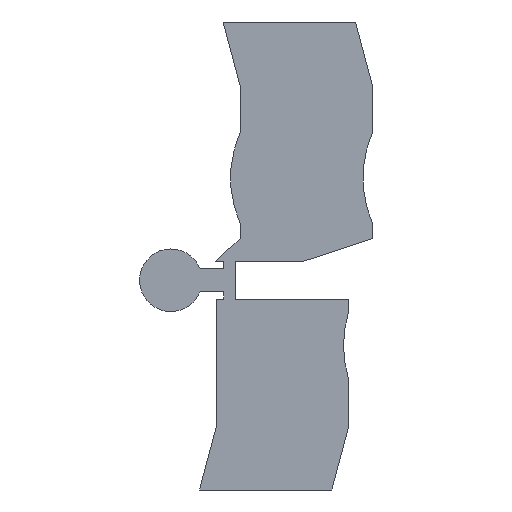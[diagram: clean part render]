
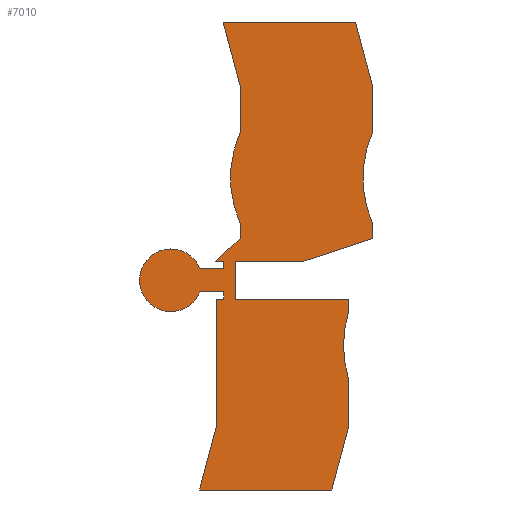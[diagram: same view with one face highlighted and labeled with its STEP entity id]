
A CAD part, left-side view. The second image highlights one B-rep face of the part: STEP entity #7010.
In plain terms, the highlighted face is planar.
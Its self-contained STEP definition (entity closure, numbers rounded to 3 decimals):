
#120=CARTESIAN_POINT('',(27.793,-19.483,
4.7));
#130=VERTEX_POINT('',#120);
#290=CARTESIAN_POINT('',(27.793,-28.483,
4.7));
#300=VERTEX_POINT('',#290);
#330=CARTESIAN_POINT('',(42.102,-23.983,
4.7));
#340=DIRECTION('',(0.,0.,1.));
#350=DIRECTION('',(-1.,0.,0.));
#360=AXIS2_PLACEMENT_3D('',#330,#340,#350);
#370=CIRCLE('',#360,15.);
#380=EDGE_CURVE('',#130,#300,#370,.T.);
#590=CARTESIAN_POINT('',(27.793,-34.718,
4.7));
#600=VERTEX_POINT('',#590);
#650=CARTESIAN_POINT('',(27.793,6.334,4.7));
#660=DIRECTION('',(0.,-1.,0.));
#670=VECTOR('',#660,1.);
#680=LINE('',#650,#670);
#690=EDGE_CURVE('',#300,#600,#680,.T.);
#2430=CARTESIAN_POINT('',(12.843,-12.883,
4.7));
#2440=VERTEX_POINT('',#2430);
#2470=CARTESIAN_POINT('',(10.837,-12.883,4.7))
;
#2480=DIRECTION('',(-1.,0.,0.));
#2490=VECTOR('',#2480,1.);
#2500=LINE('',#2470,#2490);
#2510=CARTESIAN_POINT('',(21.812,-12.883,
4.7));
#2520=VERTEX_POINT('',#2510);
#2530=EDGE_CURVE('',#2520,#2440,#2500,.T.);
#2800=CARTESIAN_POINT('',(27.793,-17.883,
4.7));
#2810=VERTEX_POINT('',#2800);
#2860=CARTESIAN_POINT('',(10.837,-17.883,4.7))
;
#2870=DIRECTION('',(1.,0.,0.));
#2880=VECTOR('',#2870,1.);
#2890=LINE('',#2860,#2880);
#2900=CARTESIAN_POINT('',(12.843,-17.883,
4.7));
#2910=VERTEX_POINT('',#2900);
#2920=EDGE_CURVE('',#2910,#2810,#2890,.T.);
#3240=CARTESIAN_POINT('',(10.837,-16.498,4.7))
;
#3250=DIRECTION('',(-0.95,-0.313,0.));
#3260=VECTOR('',#3250,1.);
#3270=LINE('',#3240,#3260);
#3280=CARTESIAN_POINT('',(30.917,-9.884,
4.7));
#3290=VERTEX_POINT('',#3280);
#3300=EDGE_CURVE('',#3290,#2520,#3270,.T.);
#3680=CARTESIAN_POINT('',(10.343,-34.718,
4.7));
#3690=VERTEX_POINT('',#3680);
#3720=CARTESIAN_POINT('',(21.342,6.334,4.7));
#3730=DIRECTION('',(0.259,0.966,0.));
#3740=VECTOR('',#3730,1.);
#3750=LINE('',#3720,#3740);
#3760=CARTESIAN_POINT('',(8.114,-43.033,
4.7));
#3770=VERTEX_POINT('',#3760);
#3780=EDGE_CURVE('',#3770,#3690,#3750,.T.);
#4020=CARTESIAN_POINT('',(30.917,6.334,4.7));
#4030=DIRECTION('',(0.,-1.,0.));
#4040=VECTOR('',#4030,1.);
#4050=LINE('',#4020,#4040);
#4060=CARTESIAN_POINT('',(30.917,-7.883,
4.7));
#4070=VERTEX_POINT('',#4060);
#4080=EDGE_CURVE('',#4070,#3290,#4050,.T.);
#5130=CARTESIAN_POINT('',(30.917,4.117,
4.7));
#5140=VERTEX_POINT('',#5130);
#5190=CARTESIAN_POINT('',(44.665,-1.883,
4.7));
#5200=DIRECTION('',(0.,0.,1.));
#5210=DIRECTION('',(1.,0.,0.));
#5220=AXIS2_PLACEMENT_3D('',#5190,#5200,#5210);
#5230=CIRCLE('',#5220,15.);
#5240=EDGE_CURVE('',#5140,#4070,#5230,.T.);
#5360=CARTESIAN_POINT('',(24.072,9.568,
4.7));
#5370=DIRECTION('',(0.,0.,1.));
#5380=DIRECTION('',(1.,0.,0.));
#5390=AXIS2_PLACEMENT_3D('',#5360,#5370,#5380);
#5400=PLANE('',#5390);
#5410=ORIENTED_EDGE('',*,*,#2530,.F.);
#5420=CARTESIAN_POINT('',(12.843,3.451,
4.7));
#5430=DIRECTION('',(0.,-1.,0.));
#5440=VECTOR('',#5430,1.);
#5450=LINE('',#5420,#5440);
#5460=EDGE_CURVE('',#2440,#2910,#5450,.T.);
#5470=ORIENTED_EDGE('',*,*,#5460,.F.);
#5480=ORIENTED_EDGE('',*,*,#2920,.F.);
#5490=CARTESIAN_POINT('',(27.793,6.334,4.7));
#5500=DIRECTION('',(0.,-1.,0.));
#5510=VECTOR('',#5500,1.);
#5520=LINE('',#5490,#5510);
#5530=EDGE_CURVE('',#2810,#130,#5520,.T.);
#5540=ORIENTED_EDGE('',*,*,#5530,.F.);
#5550=ORIENTED_EDGE('',*,*,#380,.F.);
#5560=ORIENTED_EDGE('',*,*,#690,.F.);
#5570=CARTESIAN_POINT('',(38.792,6.334,4.7));
#5580=DIRECTION('',(-0.259,-0.966,0.));
#5590=VECTOR('',#5580,1.);
#5600=LINE('',#5570,#5590);
#5610=CARTESIAN_POINT('',(25.564,-43.033,
4.7));
#5620=VERTEX_POINT('',#5610);
#5630=EDGE_CURVE('',#600,#5620,#5600,.T.);
#5640=ORIENTED_EDGE('',*,*,#5630,.F.);
#5650=CARTESIAN_POINT('',(10.837,-43.033,4.7))
;
#5660=DIRECTION('',(-1.,0.,0.));
#5670=VECTOR('',#5660,1.);
#5680=LINE('',#5650,#5670);
#5690=EDGE_CURVE('',#5620,#3770,#5680,.T.);
#5700=ORIENTED_EDGE('',*,*,#5690,.F.);
#5710=ORIENTED_EDGE('',*,*,#3780,.F.);
#5720=CARTESIAN_POINT('',(10.343,6.334,4.7));
#5730=DIRECTION('',(0.,1.,0.));
#5740=VECTOR('',#5730,1.);
#5750=LINE('',#5720,#5740);
#5760=CARTESIAN_POINT('',(10.343,-17.883,
4.7));
#5770=VERTEX_POINT('',#5760);
#5780=EDGE_CURVE('',#3690,#5770,#5750,.T.);
#5790=ORIENTED_EDGE('',*,*,#5780,.F.);
#5800=CARTESIAN_POINT('',(10.837,-17.883,4.7))
;
#5810=DIRECTION('',(1.,0.,0.));
#5820=VECTOR('',#5810,1.);
#5830=LINE('',#5800,#5820);
#5840=CARTESIAN_POINT('',(11.343,-17.883,
4.7));
#5850=VERTEX_POINT('',#5840);
#5860=EDGE_CURVE('',#5770,#5850,#5830,.T.);
#5870=ORIENTED_EDGE('',*,*,#5860,.F.);
#5880=CARTESIAN_POINT('',(11.343,3.451,
4.7));
#5890=DIRECTION('',(0.,1.,0.));
#5900=VECTOR('',#5890,1.);
#5910=LINE('',#5880,#5900);
#5920=CARTESIAN_POINT('',(11.343,-16.883,
4.7));
#5930=VERTEX_POINT('',#5920);
#5940=EDGE_CURVE('',#5850,#5930,#5910,.T.);
#5950=ORIENTED_EDGE('',*,*,#5940,.F.);
#5960=CARTESIAN_POINT('',(10.837,-16.883,4.7))
;
#5970=DIRECTION('',(1.,0.,0.));
#5980=VECTOR('',#5970,1.);
#5990=LINE('',#5960,#5980);
#6000=CARTESIAN_POINT('',(8.185,-16.883,
4.7));
#6010=VERTEX_POINT('',#6000);
#6020=EDGE_CURVE('',#6010,#5930,#5990,.T.);
#6030=ORIENTED_EDGE('',*,*,#6020,.T.);
#6040=CARTESIAN_POINT('',(4.343,-15.383,
4.7));
#6050=DIRECTION('',(0.,0.,1.));
#6060=DIRECTION('',(0.,-1.,0.));
#6070=AXIS2_PLACEMENT_3D('',#6040,#6050,#6060);
#6080=CIRCLE('',#6070,4.125);
#6090=CARTESIAN_POINT('',(8.185,-13.883,
4.7));
#6100=VERTEX_POINT('',#6090);
#6110=EDGE_CURVE('',#6100,#6010,#6080,.T.);
#6120=ORIENTED_EDGE('',*,*,#6110,.T.);
#6130=CARTESIAN_POINT('',(10.837,-13.883,4.7))
;
#6140=DIRECTION('',(-1.,0.,0.));
#6150=VECTOR('',#6140,1.);
#6160=LINE('',#6130,#6150);
#6170=CARTESIAN_POINT('',(11.343,-13.883,
4.7));
#6180=VERTEX_POINT('',#6170);
#6190=EDGE_CURVE('',#6180,#6100,#6160,.T.);
#6200=ORIENTED_EDGE('',*,*,#6190,.T.);
#6210=CARTESIAN_POINT('',(11.343,-12.883,
4.7));
#6220=VERTEX_POINT('',#6210);
#6230=EDGE_CURVE('',#6180,#6220,#5910,.T.);
#6240=ORIENTED_EDGE('',*,*,#6230,.F.);
#6250=CARTESIAN_POINT('',(10.837,-12.883,4.7))
;
#6260=DIRECTION('',(-1.,0.,0.));
#6270=VECTOR('',#6260,1.);
#6280=LINE('',#6250,#6270);
#6290=CARTESIAN_POINT('',(10.252,-12.883,
4.7));
#6300=VERTEX_POINT('',#6290);
#6310=EDGE_CURVE('',#6220,#6300,#6280,.T.);
#6320=ORIENTED_EDGE('',*,*,#6310,.F.);
#6330=CARTESIAN_POINT('',(10.837,-12.338,4.7))
;
#6340=DIRECTION('',(0.731,0.682,0.));
#6350=VECTOR('',#6340,1.);
#6360=LINE('',#6330,#6350);
#6370=CARTESIAN_POINT('',(13.467,-9.883,
4.7));
#6380=VERTEX_POINT('',#6370);
#6390=EDGE_CURVE('',#6300,#6380,#6360,.T.);
#6400=ORIENTED_EDGE('',*,*,#6390,.F.);
#6410=CARTESIAN_POINT('',(13.467,6.334,4.7));
#6420=DIRECTION('',(0.,1.,0.));
#6430=VECTOR('',#6420,1.);
#6440=LINE('',#6410,#6430);
#6450=CARTESIAN_POINT('',(13.467,-7.883,
4.7));
#6460=VERTEX_POINT('',#6450);
#6470=EDGE_CURVE('',#6380,#6460,#6440,.T.);
#6480=ORIENTED_EDGE('',*,*,#6470,.F.);
#6490=CARTESIAN_POINT('',(27.215,-1.883,
4.7));
#6500=DIRECTION('',(0.,0.,1.));
#6510=DIRECTION('',(1.,0.,0.));
#6520=AXIS2_PLACEMENT_3D('',#6490,#6500,#6510);
#6530=CIRCLE('',#6520,15.);
#6540=CARTESIAN_POINT('',(13.467,4.117,
4.7));
#6550=VERTEX_POINT('',#6540);
#6560=EDGE_CURVE('',#6550,#6460,#6530,.T.);
#6570=ORIENTED_EDGE('',*,*,#6560,.T.);
#6580=CARTESIAN_POINT('',(13.467,6.334,4.7));
#6590=DIRECTION('',(0.,1.,0.));
#6600=VECTOR('',#6590,1.);
#6610=LINE('',#6580,#6600);
#6620=CARTESIAN_POINT('',(13.467,10.351,
4.7));
#6630=VERTEX_POINT('',#6620);
#6640=EDGE_CURVE('',#6550,#6630,#6610,.T.);
#6650=ORIENTED_EDGE('',*,*,#6640,.F.);
#6660=CARTESIAN_POINT('',(14.544,6.334,4.7));
#6670=DIRECTION('',(-0.259,0.966,0.));
#6680=VECTOR('',#6670,1.);
#6690=LINE('',#6660,#6680);
#6700=CARTESIAN_POINT('',(11.239,18.667,
4.7));
#6710=VERTEX_POINT('',#6700);
#6720=EDGE_CURVE('',#6630,#6710,#6690,.T.);
#6730=ORIENTED_EDGE('',*,*,#6720,.F.);
#6740=CARTESIAN_POINT('',(10.837,18.667,4.7));
#6750=DIRECTION('',(1.,0.,0.));
#6760=VECTOR('',#6750,1.);
#6770=LINE('',#6740,#6760);
#6780=CARTESIAN_POINT('',(28.689,18.667,
4.7));
#6790=VERTEX_POINT('',#6780);
#6800=EDGE_CURVE('',#6710,#6790,#6770,.T.);
#6810=ORIENTED_EDGE('',*,*,#6800,.F.);
#6820=CARTESIAN_POINT('',(31.994,6.334,4.7));
#6830=DIRECTION('',(0.259,-0.966,0.));
#6840=VECTOR('',#6830,1.);
#6850=LINE('',#6820,#6840);
#6860=CARTESIAN_POINT('',(30.917,10.351,
4.7));
#6870=VERTEX_POINT('',#6860);
#6880=EDGE_CURVE('',#6790,#6870,#6850,.T.);
#6890=ORIENTED_EDGE('',*,*,#6880,.F.);
#6900=CARTESIAN_POINT('',(30.917,6.334,4.7));
#6910=DIRECTION('',(0.,-1.,0.));
#6920=VECTOR('',#6910,1.);
#6930=LINE('',#6900,#6920);
#6940=EDGE_CURVE('',#6870,#5140,#6930,.T.);
#6950=ORIENTED_EDGE('',*,*,#6940,.F.);
#6960=ORIENTED_EDGE('',*,*,#5240,.F.);
#6970=ORIENTED_EDGE('',*,*,#4080,.F.);
#6980=ORIENTED_EDGE('',*,*,#3300,.F.);
#6990=EDGE_LOOP('',(#6980,#6970,#6960,#6950,#6890,#6810,#6730,#6650,
#6570,#6480,#6400,#6320,#6240,#6200,#6120,#6030,#5950,#5870,#5790,#5710,
#5700,#5640,#5560,#5550,#5540,#5480,#5470,#5410));
#7000=FACE_OUTER_BOUND('',#6990,.T.);
#7010=ADVANCED_FACE('',(#7000),#5400,.T.);
